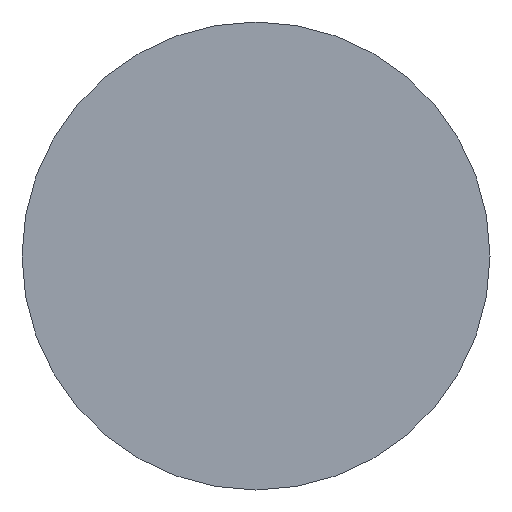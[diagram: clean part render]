
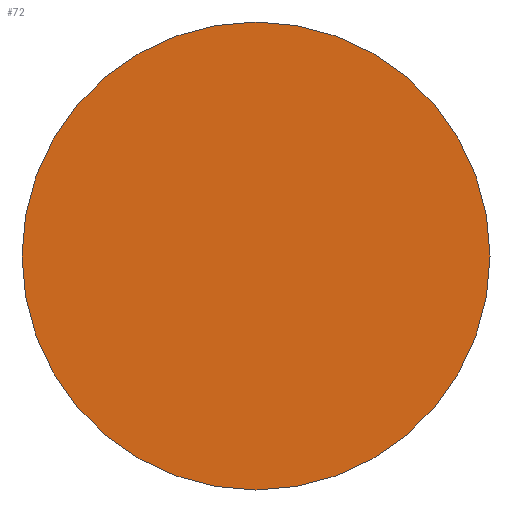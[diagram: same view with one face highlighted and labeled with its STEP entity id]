
A CAD part, front view. The second image highlights one B-rep face of the part: STEP entity #72.
In plain terms, the highlighted planar face has unit normal (0, -1, 0).
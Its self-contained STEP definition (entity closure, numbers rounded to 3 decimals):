
#54=VERTEX_POINT('',#55);
#55=CARTESIAN_POINT('',(0.,0.0,-7.0));
#60=EDGE_CURVE('',#54,#54,#61,.F.);
#61=CIRCLE('',#62,7.0);
#62=AXIS2_PLACEMENT_3D('',#63,#64,#65);
#63=CARTESIAN_POINT('',(0.0,0.0,0.0));
#64=DIRECTION('',(0.0,-1.0,0.0));
#65=DIRECTION('',(0.0,0.0,-1.0));
#72=ADVANCED_FACE('',(#73),#76,.T.);
#73=FACE_BOUND('',#74,.T.);
#74=EDGE_LOOP('',(#75));
#75=ORIENTED_EDGE('',*,*,#60,.F.);
#76=PLANE('',#77);
#77=AXIS2_PLACEMENT_3D('',#78,#79,#80);
#78=CARTESIAN_POINT('',(0.0,0.0,0.0));
#79=DIRECTION('',(0.0,-1.0,0.0));
#80=DIRECTION('',(0.0,0.0,-1.0));
